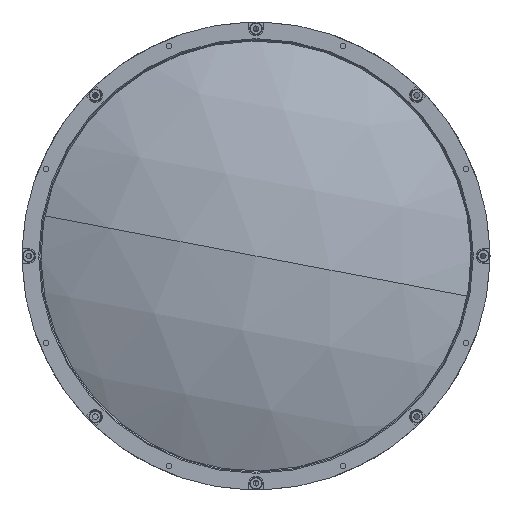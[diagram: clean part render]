
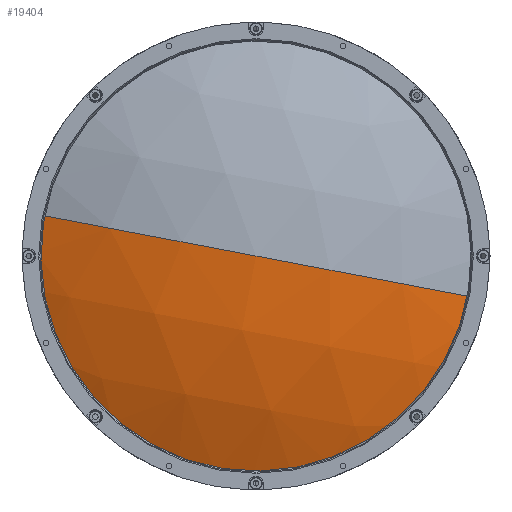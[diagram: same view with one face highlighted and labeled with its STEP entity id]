
A CAD part, left-side view. The second image highlights one B-rep face of the part: STEP entity #19404.
In plain terms, the highlighted spherical face has radius 231.3 mm.
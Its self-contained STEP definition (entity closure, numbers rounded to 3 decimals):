
#471 = FACE_OUTER_BOUND ( 'NONE', #14076, .T. ) ;
#1701 = CARTESIAN_POINT ( 'NONE',  ( 228.685, 0., 0. ) ) ;
#1871 = EDGE_CURVE ( 'NONE', #16102, #10297, #12574, .T. ) ;
#2842 = CARTESIAN_POINT ( 'NONE',  ( 19.407, 0., 0. ) ) ;
#2956 = AXIS2_PLACEMENT_3D ( 'NONE', #16595, #7161, #18202 ) ;
#3651 = EDGE_CURVE ( 'NONE', #16102, #19190, #16481, .T. ) ;
#4553 = DIRECTION ( 'NONE',  ( 0., -0.187, 0.982 ) ) ;
#4643 = SPHERICAL_SURFACE ( 'NONE', #11118, 231.3 ) ;
#6454 = DIRECTION ( 'NONE',  ( 0., 0.187, -0.982 ) ) ;
#6837 = AXIS2_PLACEMENT_3D ( 'NONE', #12376, #4553, #19998 ) ;
#7161 = DIRECTION ( 'NONE',  ( 0., 0.187, -0.982 ) ) ;
#8529 = CARTESIAN_POINT ( 'NONE',  ( 19.407, -96.77, -18.381 ) ) ;
#9289 = ORIENTED_EDGE ( 'NONE', *, *, #3651, .F. ) ;
#9671 = CARTESIAN_POINT ( 'NONE',  ( 19.407, 96.77, 18.381 ) ) ;
#10297 = VERTEX_POINT ( 'NONE', #8529 ) ;
#10393 = CARTESIAN_POINT ( 'NONE',  ( -2.615, 0., 0. ) ) ;
#11118 = AXIS2_PLACEMENT_3D ( 'NONE', #1701, #6454, #11173 ) ;
#11173 = DIRECTION ( 'NONE',  ( 0., 0.982, 0.187 ) ) ;
#12376 = CARTESIAN_POINT ( 'NONE',  ( 228.685, 0., 0. ) ) ;
#12574 = CIRCLE ( 'NONE', #16054, 98.5 ) ;
#14076 = EDGE_LOOP ( 'NONE', ( #16575, #18683, #9289 ) ) ;
#14686 = DIRECTION ( 'NONE',  ( 0., 0.187, -0.982 ) ) ;
#15810 = CIRCLE ( 'NONE', #2956, 231.3 ) ;
#15840 = EDGE_CURVE ( 'NONE', #10297, #19190, #15810, .T. ) ;
#16054 = AXIS2_PLACEMENT_3D ( 'NONE', #2842, #19459, #14686 ) ;
#16102 = VERTEX_POINT ( 'NONE', #9671 ) ;
#16481 = CIRCLE ( 'NONE', #6837, 231.3 ) ;
#16575 = ORIENTED_EDGE ( 'NONE', *, *, #1871, .T. ) ;
#16595 = CARTESIAN_POINT ( 'NONE',  ( 228.685, 0., 0. ) ) ;
#18202 = DIRECTION ( 'NONE',  ( 0., 0.982, 0.187 ) ) ;
#18683 = ORIENTED_EDGE ( 'NONE', *, *, #15840, .T. ) ;
#19190 = VERTEX_POINT ( 'NONE', #10393 ) ;
#19404 = ADVANCED_FACE ( 'NONE', ( #471 ), #4643, .T. ) ;
#19459 = DIRECTION ( 'NONE',  ( -1., 0., 0. ) ) ;
#19998 = DIRECTION ( 'NONE',  ( 0., -0.982, -0.187 ) ) ;
